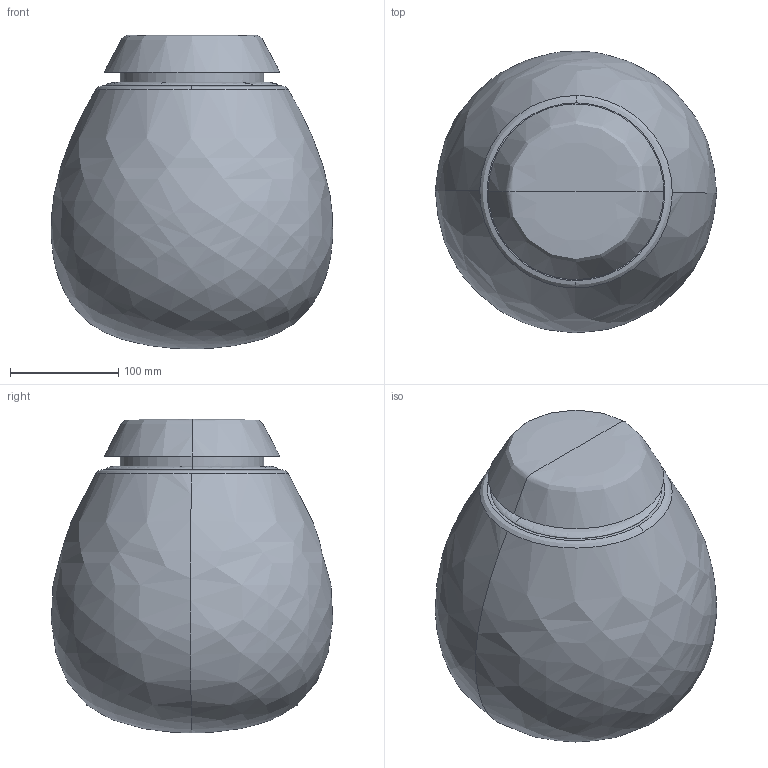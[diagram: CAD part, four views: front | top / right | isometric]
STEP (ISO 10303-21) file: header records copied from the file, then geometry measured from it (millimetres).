
FILE_DESCRIPTION(/* description */ (''),/* implementation_level */ '2;1');
FILE_NAME(/* name */ 'Empatia 260 soffitto',/* time_stamp */ '2015-03-02T14:35:36+01:00',/* author */ (''),/* organization */ (''),/* preprocessor_version */ 'ST-DEVELOPER v10',/* originating_system */ '',/* authorisation */ '');
FILE_SCHEMA (('CONFIG_CONTROL_DESIGN'));
Length unit declared in the file: millimetre
Products named in the file (1): 1
Bounding box: 259.65 x 259.89 x 289.35 mm (x, y, z)
Volume: 2163179.1 mm3; surface area: 497258.6 mm2
Topology: 3 solids, 3 shells, 37 faces, 82 edges, 47 vertices
Faces by surface type: bspline 32, plane 5
Entity records: 2097 total; most frequent: CARTESIAN_POINT 1590, ORIENTED_EDGE 152, EDGE_CURVE 76, VERTEX_POINT 47, EDGE_LOOP 39, ADVANCED_FACE 37, FACE_OUTER_BOUND 37, DIRECTION 9
